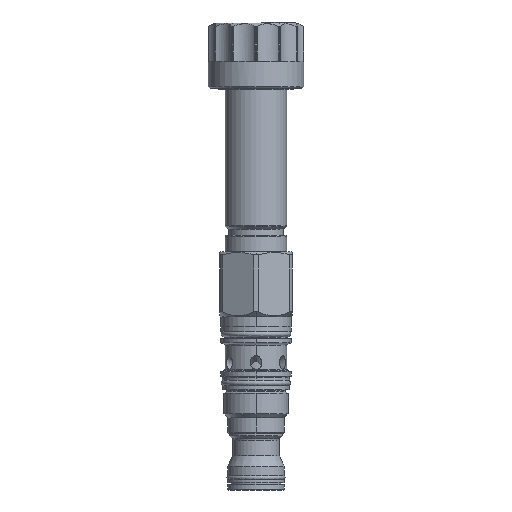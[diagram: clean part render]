
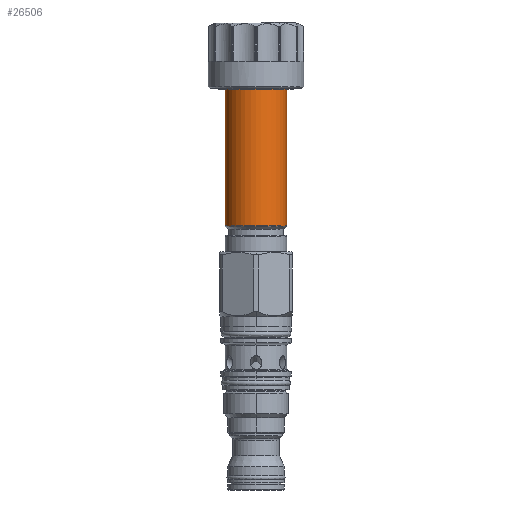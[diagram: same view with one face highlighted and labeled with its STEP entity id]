
A CAD part, front view. The second image highlights one B-rep face of the part: STEP entity #26506.
In plain terms, the highlighted cylindrical face has radius 9.5 mm (diameter 18.999 mm), a partial arc.
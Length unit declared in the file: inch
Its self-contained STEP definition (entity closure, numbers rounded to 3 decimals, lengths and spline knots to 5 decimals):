
#7763=CARTESIAN_POINT('',(0.,0.,5.33867));
#7764=DIRECTION('',(0.,0.,1.));
#7765=DIRECTION('',(-1.,0.,0.));
#7766=AXIS2_PLACEMENT_3D('',#7763,#7764,#7765);
#7773=DIRECTION('',(0.,0.,1.));
#7774=VECTOR('',#7773,2.14435);
#7775=CARTESIAN_POINT('',(-0.374,0.,3.19433));
#7776=LINE('',#7775,#7774);
#7777=DIRECTION('',(0.,0.,-1.));
#7778=VECTOR('',#7777,2.14435);
#7779=CARTESIAN_POINT('',(0.374,0.,5.33867));
#7780=LINE('',#7779,#7778);
#7809=CARTESIAN_POINT('',(0.,0.,3.19433));
#7810=DIRECTION('',(0.,0.,-1.));
#7811=DIRECTION('',(1.,0.,0.));
#7812=AXIS2_PLACEMENT_3D('',#7809,#7810,#7811);
#14358=CARTESIAN_POINT('',(0.374,0.,3.19433));
#14359=CARTESIAN_POINT('',(-0.374,0.,3.19433));
#14360=VERTEX_POINT('',#14358);
#14361=VERTEX_POINT('',#14359);
#14378=CARTESIAN_POINT('',(-0.374,0.,5.33867));
#14379=CARTESIAN_POINT('',(0.374,0.,5.33867));
#14380=VERTEX_POINT('',#14378);
#14381=VERTEX_POINT('',#14379);
#26492=CARTESIAN_POINT('',(0.,0.,3.83465));
#26493=DIRECTION('',(0.,0.,-1.));
#26494=DIRECTION('',(1.,0.,0.));
#26495=AXIS2_PLACEMENT_3D('',#26492,#26493,#26494);
#26496=CYLINDRICAL_SURFACE('',#26495,0.374);
#26498=ORIENTED_EDGE('',*,*,#26497,.T.);
#26499=ORIENTED_EDGE('',*,*,#26474,.T.);
#26501=ORIENTED_EDGE('',*,*,#26500,.T.);
#26503=ORIENTED_EDGE('',*,*,#26502,.T.);
#26504=EDGE_LOOP('',(#26498,#26499,#26501,#26503));
#26505=FACE_OUTER_BOUND('',#26504,.F.);
#26506=ADVANCED_FACE('',(#26505),#26496,.T.);
#7767=CIRCLE('',#7766,0.374);
#7813=CIRCLE('',#7812,0.374);
#26474=EDGE_CURVE('',#14380,#14381,#7767,.T.);
#26497=EDGE_CURVE('',#14361,#14380,#7776,.T.);
#26500=EDGE_CURVE('',#14381,#14360,#7780,.T.);
#26502=EDGE_CURVE('',#14360,#14361,#7813,.T.);
